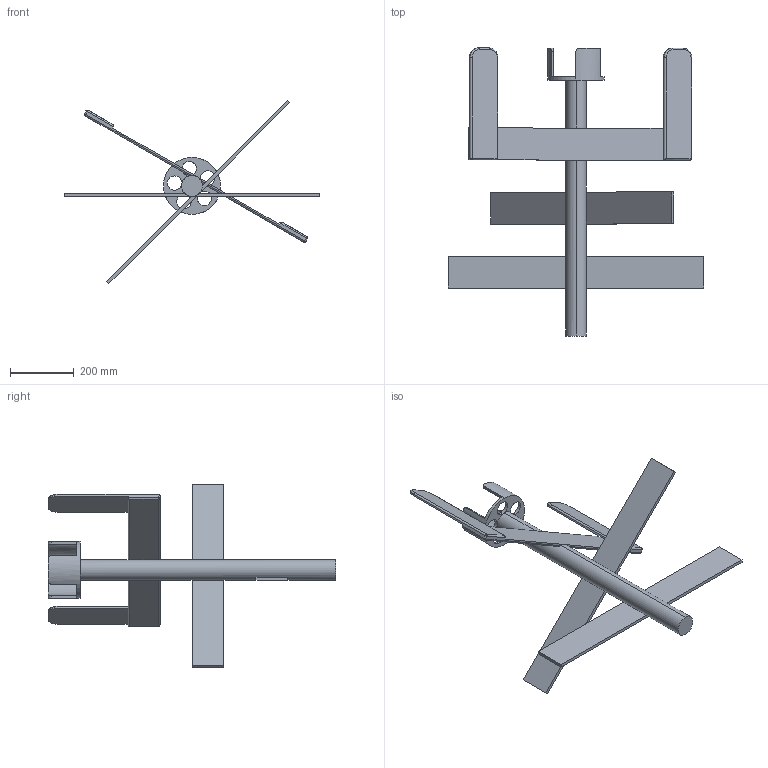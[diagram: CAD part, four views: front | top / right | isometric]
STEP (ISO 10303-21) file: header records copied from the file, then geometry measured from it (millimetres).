
FILE_DESCRIPTION (( 'STEP AP214' ), '1' );
FILE_NAME ('Bras multipales soudees evo1.STEP', '2022-06-01T12:38:46', ( '' ), ( '' ), 'SwSTEP 2.0', 'SolidWorks 2021', '' );
FILE_SCHEMA (( 'AUTOMOTIVE_DESIGN' ));
Length unit declared in the file: millimetre
Products named in the file (1): Bras multipales soudees evo1
Bounding box: 800 x 900 x 572.76 mm (x, y, z)
Volume: 6014370.2 mm3; surface area: 872748.7 mm2
Topology: 1 solids, 1 shells, 99 faces, 266 edges, 161 vertices
Faces by surface type: plane 47, cylinder 44, sphere 4, torus 4
Entity records: 3899 total; most frequent: CARTESIAN_POINT 886, DIRECTION 538, ORIENTED_EDGE 524, EDGE_CURVE 262, AXIS2_PLACEMENT_3D 197, VERTEX_POINT 161, LINE 144, VECTOR 144
